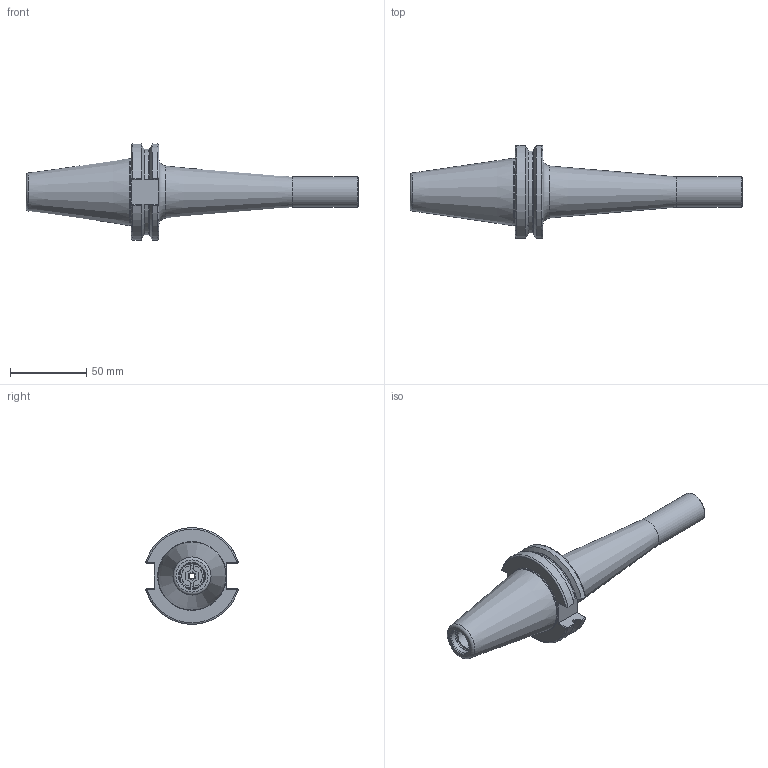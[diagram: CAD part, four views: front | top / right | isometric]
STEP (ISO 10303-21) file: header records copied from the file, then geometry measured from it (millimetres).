
FILE_DESCRIPTION(/* description */ (''),/* implementation_level */ '2;1');
FILE_NAME(/* name */ 'DCAT40-MX08-150.stp',/* time_stamp */ '2019-07-15T11:27:48-05:00',/* author */ ('ldfli'),/* organization */ ('Pioneer N.A.'),/* preprocessor_version */ 'ST-DEVELOPER v18',/* originating_system */ 'Autodesk Inventor LT',/* authorisation */ '');
FILE_SCHEMA (('AUTOMOTIVE_DESIGN { 1 0 10303 214 3 1 1 }'));
Length unit declared in the file: millimetre
Products named in the file (1): DCAT40-MX08-150
Bounding box: 218.25 x 61.14 x 63.31 mm (x, y, z)
Volume: 168194.9 mm3; surface area: 40061.6 mm2
Topology: 3 solids, 3 shells, 129 faces, 355 edges, 241 vertices
Faces by surface type: plane 63, cylinder 20, torus 16, bspline 16, cone 14
Full cylindrical faces by diameter (mm): 4 x1, 8 x1, 8.5 x1, 10 x1, 12 x1, 13 x3, 13.9 x1, 15.875 x1, 16.28 x1, 16.78 x1, 20 x1, 44.45 x1
Entity records: 4907 total; most frequent: CARTESIAN_POINT 1606, ORIENTED_EDGE 710, DIRECTION 654, EDGE_CURVE 355, AXIS2_PLACEMENT_3D 245, VERTEX_POINT 241, LINE 164, VECTOR 164
